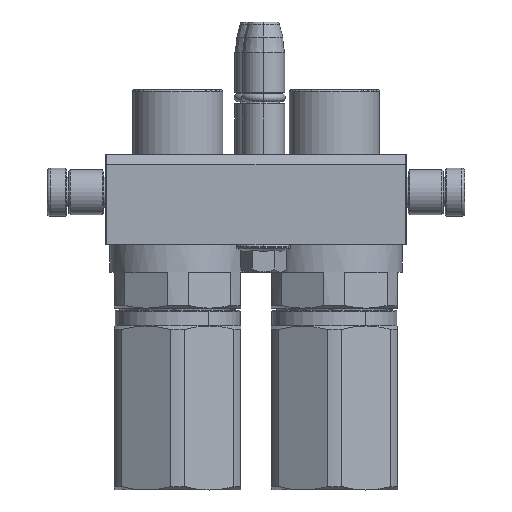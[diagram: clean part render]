
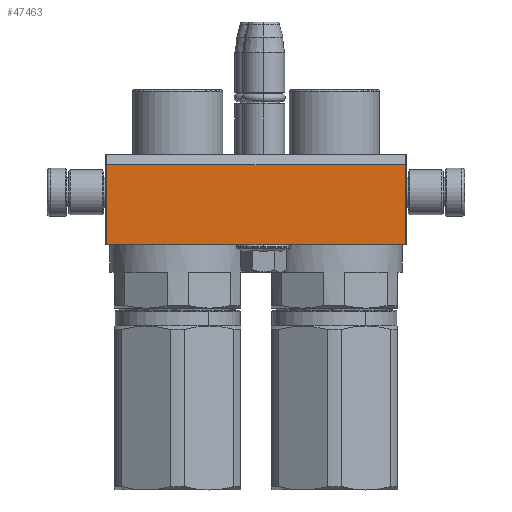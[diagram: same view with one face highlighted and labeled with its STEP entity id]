
A CAD part, left-side view. The second image highlights one B-rep face of the part: STEP entity #47463.
In plain terms, the highlighted face is planar.
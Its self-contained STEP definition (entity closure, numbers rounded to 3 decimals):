
#644 = CARTESIAN_POINT ( 'NONE',  ( -49.5, 11.536, 56. ) ) ;
#1582 = DIRECTION ( 'NONE',  ( 0., 1., 0. ) ) ;
#3341 = CARTESIAN_POINT ( 'NONE',  ( -49.5, -15., 56. ) ) ;
#5065 = VECTOR ( 'NONE', #15308, 1000. ) ;
#7612 = DIRECTION ( 'NONE',  ( 0., 1., 0. ) ) ;
#8766 = VECTOR ( 'NONE', #7612, 1000. ) ;
#9035 = CARTESIAN_POINT ( 'NONE',  ( -49.5, -15., 56. ) ) ;
#9071 = FACE_OUTER_BOUND ( 'NONE', #20877, .T. ) ;
#10834 = LINE ( 'NONE', #9035, #16907 ) ;
#11138 = VERTEX_POINT ( 'NONE', #41917 ) ;
#15308 = DIRECTION ( 'NONE',  ( 1., 0., 0. ) ) ;
#15822 = EDGE_CURVE ( 'NONE', #57121, #46841, #34907, .T. ) ;
#16907 = VECTOR ( 'NONE', #28729, 1000. ) ;
#20877 = EDGE_LOOP ( 'NONE', ( #28381, #35493, #35334, #33692 ) ) ;
#22845 = EDGE_CURVE ( 'NONE', #31349, #46841, #50532, .T. ) ;
#23477 = PLANE ( 'NONE',  #38141 ) ;
#24700 = LINE ( 'NONE', #3341, #8766 ) ;
#27733 = EDGE_CURVE ( 'NONE', #11138, #31349, #24700, .T. ) ;
#28381 = ORIENTED_EDGE ( 'NONE', *, *, #28519, .T. ) ;
#28519 = EDGE_CURVE ( 'NONE', #11138, #57121, #10834, .T. ) ;
#28729 = DIRECTION ( 'NONE',  ( 1., 0., 0. ) ) ;
#30373 = VECTOR ( 'NONE', #1582, 1000. ) ;
#31349 = VERTEX_POINT ( 'NONE', #32750 ) ;
#32750 = CARTESIAN_POINT ( 'NONE',  ( -49.5, 11.536, 56. ) ) ;
#32774 = DIRECTION ( 'NONE',  ( 1., 0., 0. ) ) ;
#33070 = CARTESIAN_POINT ( 'NONE',  ( 49.5, 11.536, 56. ) ) ;
#33396 = CARTESIAN_POINT ( 'NONE',  ( -50., -15., 56. ) ) ;
#33692 = ORIENTED_EDGE ( 'NONE', *, *, #27733, .F. ) ;
#34907 = LINE ( 'NONE', #54520, #30373 ) ;
#35334 = ORIENTED_EDGE ( 'NONE', *, *, #22845, .F. ) ;
#35493 = ORIENTED_EDGE ( 'NONE', *, *, #15822, .T. ) ;
#38141 = AXIS2_PLACEMENT_3D ( 'NONE', #33396, #57097, #32774 ) ;
#41917 = CARTESIAN_POINT ( 'NONE',  ( -49.5, -15., 56. ) ) ;
#46841 = VERTEX_POINT ( 'NONE', #33070 ) ;
#47463 = ADVANCED_FACE ( 'NONE', ( #9071 ), #23477, .T. ) ;
#50532 = LINE ( 'NONE', #644, #5065 ) ;
#54173 = CARTESIAN_POINT ( 'NONE',  ( 49.5, -15., 56. ) ) ;
#54520 = CARTESIAN_POINT ( 'NONE',  ( 49.5, -15., 56. ) ) ;
#57097 = DIRECTION ( 'NONE',  ( 0., 0., 1. ) ) ;
#57121 = VERTEX_POINT ( 'NONE', #54173 ) ;
